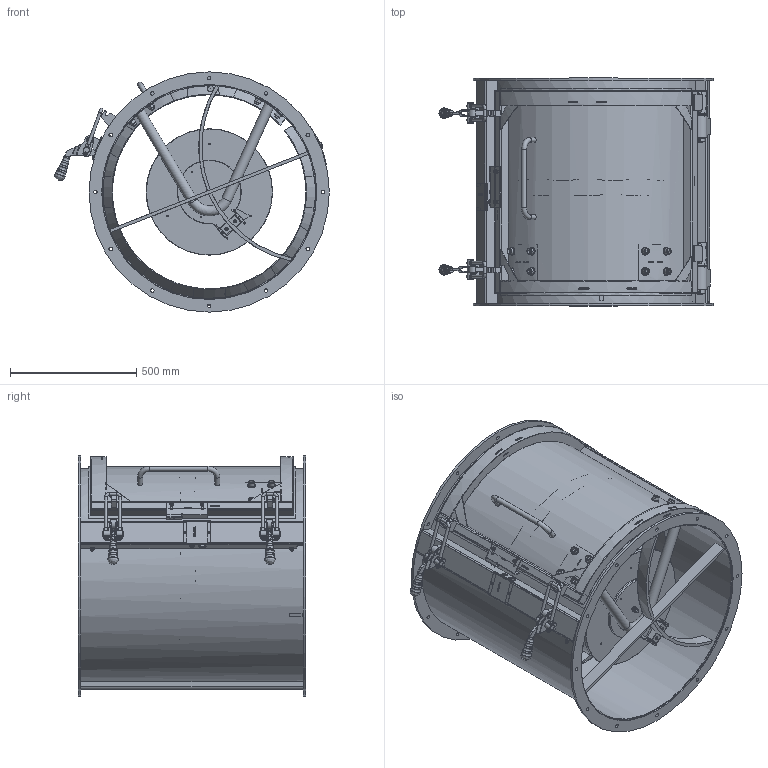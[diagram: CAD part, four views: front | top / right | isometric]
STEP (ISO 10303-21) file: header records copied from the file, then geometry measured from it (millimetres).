
FILE_DESCRIPTION(/* description */ (''),/* implementation_level */ '2;1');
FILE_NAME(/* name */ 'SPPF000066.stp',/* time_stamp */ '2018-07-27T10:20:52+02:00',/* author */ ('pw'),/* organization */ (''),/* preprocessor_version */ 'ST-DEVELOPER v16.5',/* originating_system */ 'Autodesk Inventor 2017',/* authorisation */ '');
FILE_SCHEMA (('AUTOMOTIVE_DESIGN { 1 0 10303 214 3 1 1 }'));
Products named in the file (1): SPPF000066
Bounding box: 1086.07 x 900 x 950 mm (x, y, z)
Volume: 27298728.6 mm3; surface area: 10573057.4 mm2
Topology: 59 solids, 115 shells, 5596 faces, 14629 edges, 9576 vertices
Faces by surface type: plane 2317, bspline 2140, cylinder 773, cone 256, torus 91, sphere 19
Full cylindrical faces by diameter (mm): 2 x8, 2.459 x2, 3.242 x2, 4.917 x7, 5.459 x4, 6 x4, 6.5 x2, 6.6 x7, 6.647 x7, 8 x4, 11.053 x1, 11.459 x1, 12 x17, 12.4 x1, 12.5 x4, 13 x4, 13.5 x8, 14 x26, 16 x13, 16.5 x1, 17 x11, 17.2 x1, 17.4 x1, 18 x4, 19 x6, 20 x9, 24 x8, 24.9 x6, 25 x15, 28 x2
Entity records: 208870 total; most frequent: CARTESIAN_POINT 82586, ORIENTED_EDGE 28116, DIRECTION 18170, EDGE_CURVE 13998, VERTEX_POINT 9380, LINE 7088, VECTOR 7088, EDGE_LOOP 6670
